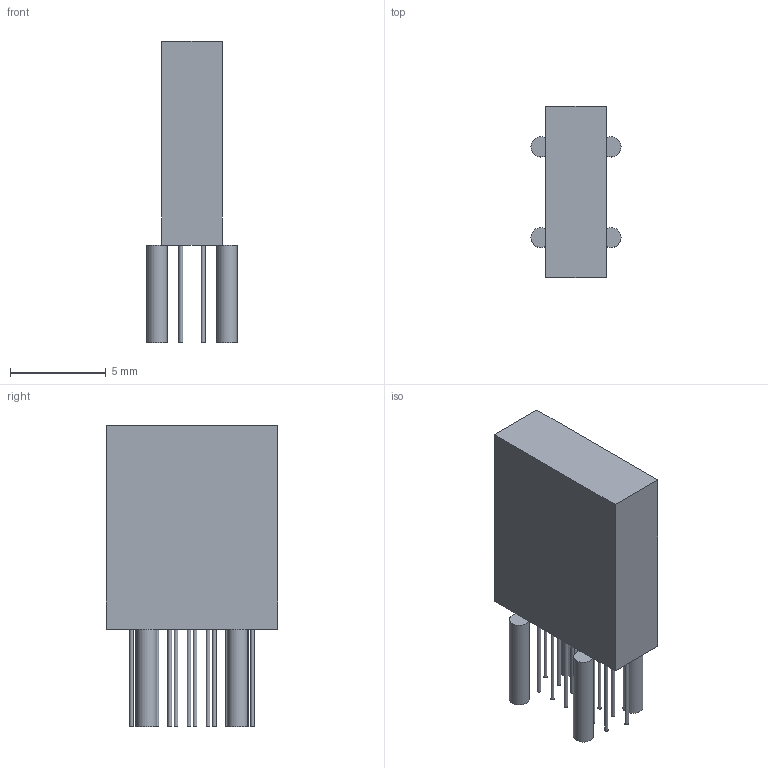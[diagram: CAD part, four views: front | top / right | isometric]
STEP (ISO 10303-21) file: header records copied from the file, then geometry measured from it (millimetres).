
FILE_DESCRIPTION(('FreeCAD Model'),'2;1');
FILE_NAME('16571838.1.5.stp','2022-08-08T03:31:05',( 'Author'),(''),'Open CASCADE STEP processor 6.9','FreeCAD','Unknown' );
FILE_SCHEMA(('AUTOMOTIVE_DESIGN { 1 0 10303 214 1 1 1 1 }'));
Length unit declared in the file: millimetre
Products named in the file (3): ASSEMBLY; Body; Leads
Assembly tree (2 placements, depth 2):
  ASSEMBLY
    Body
    Leads
Bounding box: 4.71 x 8.94 x 15.75 mm (x, y, z)
Volume: 320.8 mm3; surface area: 434.2 mm2
Topology: 19 solids, 19 shells, 60 faces, 66 edges, 44 vertices
Faces by surface type: plane 42, cylinder 18
Full cylindrical faces by diameter (mm): 0.2 x14, 1.05 x4
Entity records: 2189 total; most frequent: DIRECTION 360, CARTESIAN_POINT 305, ORIENTED_EDGE 132, PCURVE 132, DEFINITIONAL_REPRESENTATION 132, LINE 126, VECTOR 126, AXIS2_PLACEMENT_3D 99
